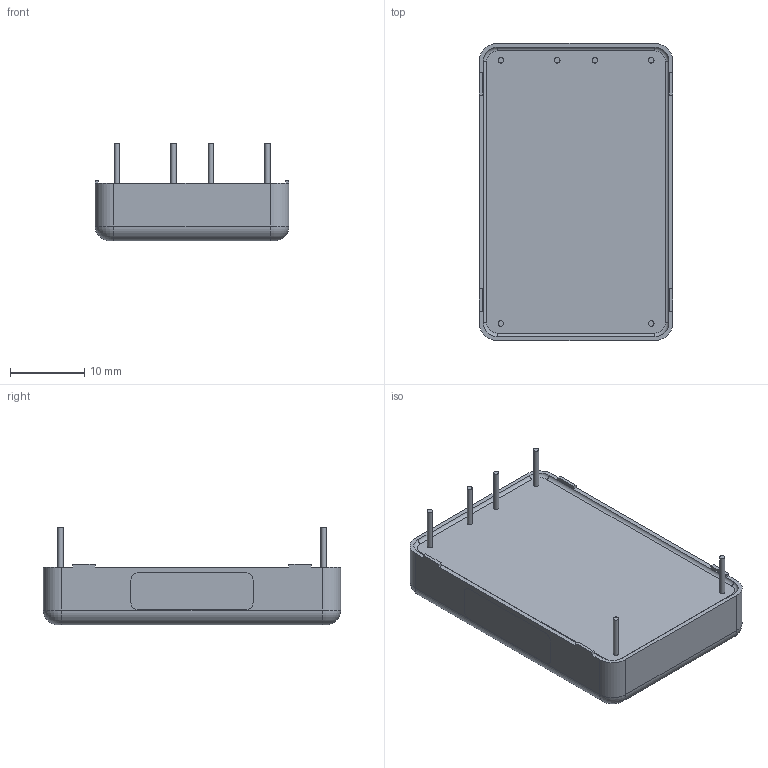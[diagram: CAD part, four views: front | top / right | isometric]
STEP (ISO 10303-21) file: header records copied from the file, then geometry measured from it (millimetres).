
FILE_DESCRIPTION(/* description */ ('Alibre Inc.'),/* implementation_level */ '2;1');
FILE_NAME(/* name */ 'export0',/* time_stamp */ '2011-05-25T15:18:38+02:00',/* author */ (''),/* organization */ (''),/* preprocessor_version */ 'ST-DEVELOPER v12',/* originating_system */ 'Alibre',/* authorisation */ '');
FILE_SCHEMA (('AUTOMOTIVE_DESIGN'));
Length unit declared in the file: centimetre
Bounding box: 26.21 x 40.2 x 13.21 mm (x, y, z)
Volume: 1131.7 mm3; surface area: 5920 mm2
Topology: 1 solids, 2 shells, 395 faces, 1046 edges, 696 vertices
Faces by surface type: plane 283, bspline 55, cylinder 45, torus 12
Full cylindrical faces by diameter (mm): 0.69 x1, 0.699 x1, 0.73 x12, 1.35 x6, 2 x1
Entity records: 11619 total; most frequent: CARTESIAN_POINT 2583, ORIENTED_EDGE 2026, DIRECTION 1369, EDGE_CURVE 1013, VECTOR 791, LINE 791, VERTEX_POINT 684, EDGE_LOOP 457
